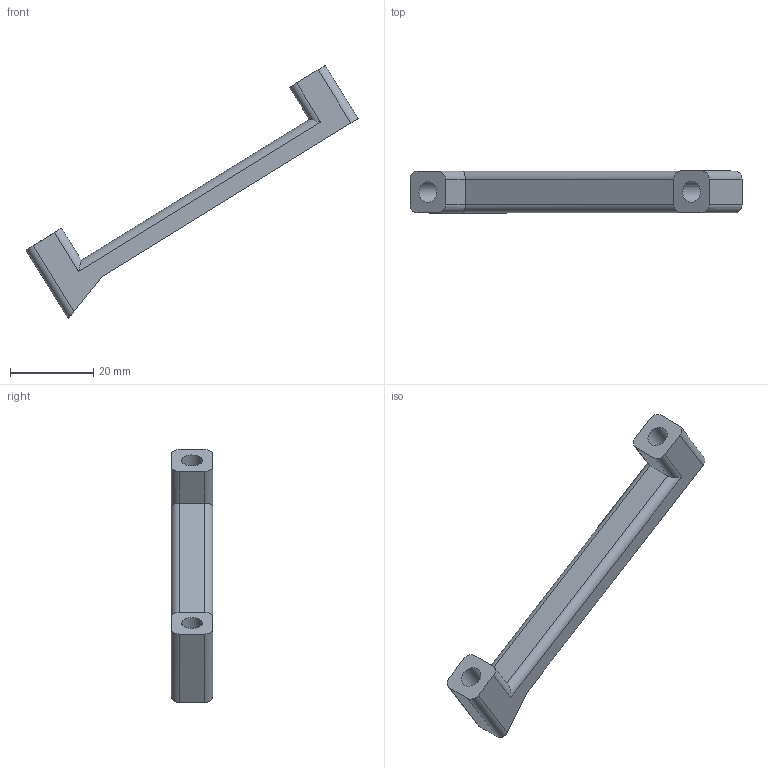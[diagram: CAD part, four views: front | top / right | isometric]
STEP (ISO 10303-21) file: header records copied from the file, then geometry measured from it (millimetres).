
FILE_DESCRIPTION(('FreeCAD Model'),'2;1');
FILE_NAME('Fixation étrier.step', '2020-09-14T11:35:18',('Author'),(''), 'Open CASCADE STEP processor 7.3','FreeCAD','Unknown');
FILE_SCHEMA(('AUTOMOTIVE_DESIGN { 1 0 10303 214 1 1 1 1 }'));
Length unit declared in the file: millimetre
Products named in the file (1): Fixation_étrier_de_frein_(Mirror_#9)
Bounding box: 79.53 x 10 x 60.64 mm (x, y, z)
Volume: 6357.4 mm3; surface area: 3858.6 mm2
Topology: 1 solids, 1 shells, 25 faces, 63 edges, 40 vertices
Faces by surface type: cylinder 12, plane 11, cone 2
Full cylindrical faces by diameter (mm): 5 x2
Entity records: 1634 total; most frequent: CARTESIAN_POINT 371, DIRECTION 238, LINE 139, VECTOR 139, ORIENTED_EDGE 122, PCURVE 122, DEFINITIONAL_REPRESENTATION 122, EDGE_CURVE 61
